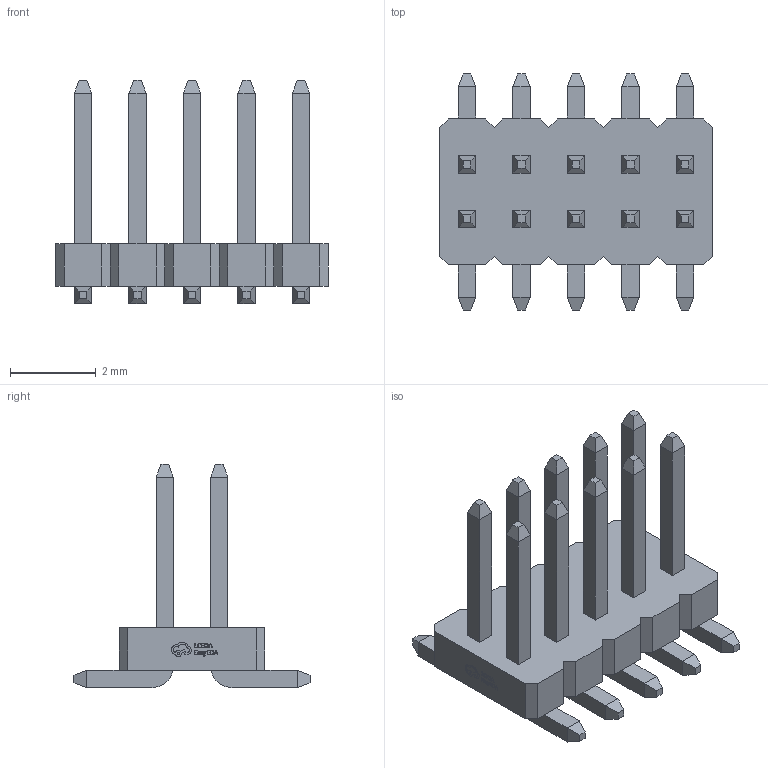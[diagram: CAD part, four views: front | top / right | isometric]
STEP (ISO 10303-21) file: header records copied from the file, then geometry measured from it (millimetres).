
FILE_DESCRIPTION (( 'STEP AP214' ), '1' );
FILE_NAME ('CONN-SMD_10P-P1.27_XFCN_PZ127VS-12-10-H10-A38.step', '2022-07-29T11:15:35', ( '' ), ( '' ), 'SwSTEP 2.0', 'SolidWorks 2020', '' );
FILE_SCHEMA (( 'AUTOMOTIVE_DESIGN' ));
Length unit declared in the file: millimetre
Products named in the file (1): CONN-SMD_10P-P1.27_XFCN_PZ127VS-12-10-H10-A38
Bounding box: 6.35 x 5.5 x 5.2 mm (x, y, z)
Volume: 30.3 mm3; surface area: 147.5 mm2
Topology: 14 solids, 14 shells, 513 faces, 1304 edges, 836 vertices
Faces by surface type: plane 391, bspline 112, cylinder 10
Entity records: 21682 total; most frequent: CARTESIAN_POINT 4378, ORIENTED_EDGE 2608, DIRECTION 1857, EDGE_CURVE 1304, VECTOR 1013, LINE 1013, VERTEX_POINT 836, EDGE_LOOP 542
